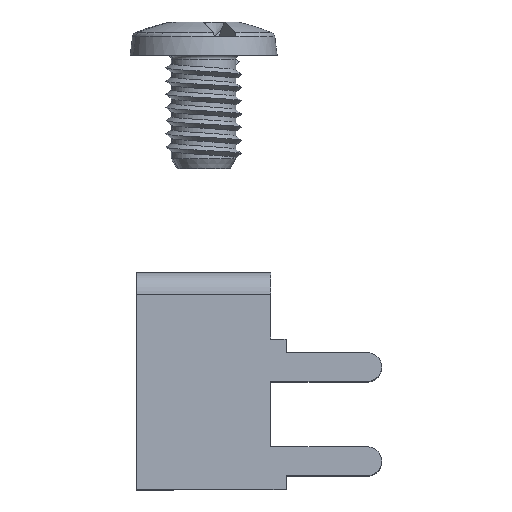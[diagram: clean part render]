
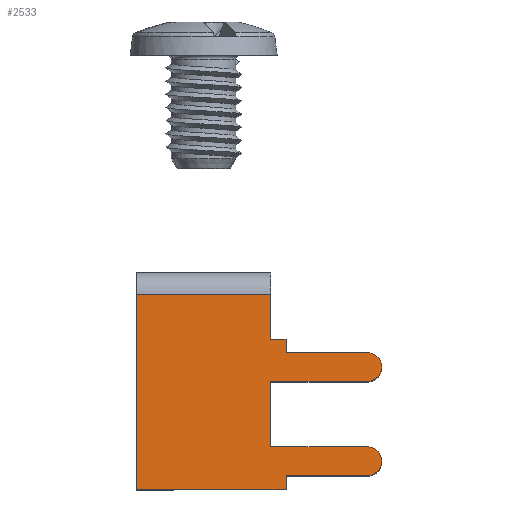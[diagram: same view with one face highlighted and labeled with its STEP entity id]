
A CAD part, left-side view. The second image highlights one B-rep face of the part: STEP entity #2533.
In plain terms, the highlighted planar face has unit normal (-0.999, 0, 0.052).
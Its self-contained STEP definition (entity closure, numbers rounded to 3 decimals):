
#580 = VERTEX_POINT ( 'NONE', #2986 ) ;
#581 = ORIENTED_EDGE ( 'NONE', *, *, #582, .F. ) ;
#582 = EDGE_CURVE ( 'NONE', #583, #580, #2985, .T. ) ;
#583 = VERTEX_POINT ( 'NONE', #2981 ) ;
#584 = ORIENTED_EDGE ( 'NONE', *, *, #585, .F. ) ;
#585 = EDGE_CURVE ( 'NONE', #586, #583, #2980, .T. ) ;
#586 = VERTEX_POINT ( 'NONE', #2975 ) ;
#587 = ORIENTED_EDGE ( 'NONE', *, *, #588, .F. ) ;
#588 = EDGE_CURVE ( 'NONE', #692, #586, #2974, .T. ) ;
#589 = ORIENTED_EDGE ( 'NONE', *, *, #590, .F. ) ;
#590 = EDGE_CURVE ( 'NONE', #743, #2550, #2970, .T. ) ;
#691 = VERTEX_POINT ( 'NONE', #3045 ) ;
#692 = VERTEX_POINT ( 'NONE', #3044 ) ;
#694 = EDGE_CURVE ( 'NONE', #691, #692, #3043, .T. ) ;
#700 = EDGE_CURVE ( 'NONE', #742, #743, #3034, .T. ) ;
#713 = VERTEX_POINT ( 'NONE', #3176 ) ;
#723 = VERTEX_POINT ( 'NONE', #3160 ) ;
#735 = EDGE_CURVE ( 'NONE', #713, #723, #3140, .T. ) ;
#742 = VERTEX_POINT ( 'NONE', #3127 ) ;
#743 = VERTEX_POINT ( 'NONE', #3126 ) ;
#2320 = ORIENTED_EDGE ( 'NONE', *, *, #2321, .F. ) ;
#2321 = EDGE_CURVE ( 'NONE', #580, #2529, #3458, .T. ) ;
#2394 = ORIENTED_EDGE ( 'NONE', *, *, #735, .T. ) ;
#2395 = ORIENTED_EDGE ( 'NONE', *, *, #2531, .T. ) ;
#2529 = VERTEX_POINT ( 'NONE', #4328 ) ;
#2531 = EDGE_CURVE ( 'NONE', #723, #2529, #4327, .T. ) ;
#2533 = ADVANCED_FACE ( 'NONE', ( #4323 ), #4322, .T. ) ;
#2534 = EDGE_LOOP ( 'NONE', ( #2535, #2536, #2394, #2395, #2320, #581, #584, #587, #2538, #2539, #2542, #2545, #2548, #589 ) ) ;
#2535 = ORIENTED_EDGE ( 'NONE', *, *, #700, .F. ) ;
#2536 = ORIENTED_EDGE ( 'NONE', *, *, #2537, .F. ) ;
#2537 = EDGE_CURVE ( 'NONE', #713, #742, #4320, .T. ) ;
#2538 = ORIENTED_EDGE ( 'NONE', *, *, #694, .F. ) ;
#2539 = ORIENTED_EDGE ( 'NONE', *, *, #2540, .F. ) ;
#2540 = EDGE_CURVE ( 'NONE', #2541, #691, #4313, .T. ) ;
#2541 = VERTEX_POINT ( 'NONE', #4309 ) ;
#2542 = ORIENTED_EDGE ( 'NONE', *, *, #2543, .F. ) ;
#2543 = EDGE_CURVE ( 'NONE', #2544, #2541, #4308, .T. ) ;
#2544 = VERTEX_POINT ( 'NONE', #4274 ) ;
#2545 = ORIENTED_EDGE ( 'NONE', *, *, #2546, .F. ) ;
#2546 = EDGE_CURVE ( 'NONE', #2547, #2544, #4273, .T. ) ;
#2547 = VERTEX_POINT ( 'NONE', #4269 ) ;
#2548 = ORIENTED_EDGE ( 'NONE', *, *, #2549, .F. ) ;
#2549 = EDGE_CURVE ( 'NONE', #2550, #2547, #4268, .T. ) ;
#2550 = VERTEX_POINT ( 'NONE', #4264 ) ;
#2967 = DIRECTION ( 'NONE',  ( 0., -1., 0. ) ) ;
#2968 = VECTOR ( 'NONE', #2967, 1000. ) ;
#2969 = CARTESIAN_POINT ( 'NONE',  ( -4.289, 0., -3.517 ) ) ;
#2970 = LINE ( 'NONE', #2969, #2968 ) ;
#2971 = DIRECTION ( 'NONE',  ( 0., -1., 0. ) ) ;
#2972 = VECTOR ( 'NONE', #2971, 1000. ) ;
#2973 = CARTESIAN_POINT ( 'NONE',  ( -4.589, -5.131, -9.236 ) ) ;
#2974 = LINE ( 'NONE', #2973, #2972 ) ;
#2975 = CARTESIAN_POINT ( 'NONE',  ( -4.589, -5.131, -9.236 ) ) ;
#2976 = DIRECTION ( 'NONE',  ( -0.052, 0., -0.999 ) ) ;
#2977 = DIRECTION ( 'NONE',  ( 0.999, 0., -0.052 ) ) ;
#2978 = CARTESIAN_POINT ( 'NONE',  ( -4.629, -5.131, -9.997 ) ) ;
#2979 = AXIS2_PLACEMENT_3D ( 'NONE', #2978, #2977, #2976 ) ;
#2980 = CIRCLE ( 'NONE', #2979, 0.762 ) ;
#2981 = CARTESIAN_POINT ( 'NONE',  ( -4.669, -5.131, -10.758 ) ) ;
#2982 = DIRECTION ( 'NONE',  ( 0., 1., 0. ) ) ;
#2983 = VECTOR ( 'NONE', #2982, 1000. ) ;
#2984 = CARTESIAN_POINT ( 'NONE',  ( -4.669, -0.813, -10.758 ) ) ;
#2985 = LINE ( 'NONE', #2984, #2983 ) ;
#2986 = CARTESIAN_POINT ( 'NONE',  ( -4.669, -0.813, -10.758 ) ) ;
#3034 = LINE ( 'NONE', #3082, #3081 ) ;
#3040 = DIRECTION ( 'NONE',  ( -0.052, 0., -0.999 ) ) ;
#3041 = VECTOR ( 'NONE', #3040, 1000. ) ;
#3042 = CARTESIAN_POINT ( 'NONE',  ( -4.166, 0., -1.155 ) ) ;
#3043 = LINE ( 'NONE', #3042, #3041 ) ;
#3044 = CARTESIAN_POINT ( 'NONE',  ( -4.589, 0., -9.236 ) ) ;
#3045 = CARTESIAN_POINT ( 'NONE',  ( -4.407, 0., -5.761 ) ) ;
#3080 = DIRECTION ( 'NONE',  ( -0.052, 0., -0.999 ) ) ;
#3081 = VECTOR ( 'NONE', #3080, 1000. ) ;
#3082 = CARTESIAN_POINT ( 'NONE',  ( -4.166, 0., -1.155 ) ) ;
#3126 = CARTESIAN_POINT ( 'NONE',  ( -4.289, 0., -3.517 ) ) ;
#3127 = CARTESIAN_POINT ( 'NONE',  ( -4.166, 0., -1.155 ) ) ;
#3137 = DIRECTION ( 'NONE',  ( -0.052, 0., -0.999 ) ) ;
#3138 = VECTOR ( 'NONE', #3137, 1000. ) ;
#3139 = CARTESIAN_POINT ( 'NONE',  ( -4.166, 7.112, -1.155 ) ) ;
#3140 = LINE ( 'NONE', #3139, #3138 ) ;
#3160 = CARTESIAN_POINT ( 'NONE',  ( -4.707, 7.112, -11.481 ) ) ;
#3176 = CARTESIAN_POINT ( 'NONE',  ( -4.166, 7.112, -1.155 ) ) ;
#3455 = DIRECTION ( 'NONE',  ( -0.052, 0., -0.999 ) ) ;
#3456 = VECTOR ( 'NONE', #3455, 1000. ) ;
#3457 = CARTESIAN_POINT ( 'NONE',  ( -4.707, -0.813, -11.481 ) ) ;
#3458 = LINE ( 'NONE', #3457, #3456 ) ;
#4264 = CARTESIAN_POINT ( 'NONE',  ( -4.289, -0.813, -3.517 ) ) ;
#4265 = DIRECTION ( 'NONE',  ( -0.052, 0., -0.999 ) ) ;
#4266 = VECTOR ( 'NONE', #4265, 1000. ) ;
#4267 = CARTESIAN_POINT ( 'NONE',  ( -4.289, -0.813, -3.517 ) ) ;
#4268 = LINE ( 'NONE', #4267, #4266 ) ;
#4269 = CARTESIAN_POINT ( 'NONE',  ( -4.327, -0.813, -4.239 ) ) ;
#4270 = DIRECTION ( 'NONE',  ( 0., -1., 0. ) ) ;
#4271 = VECTOR ( 'NONE', #4270, 1000. ) ;
#4272 = CARTESIAN_POINT ( 'NONE',  ( -4.327, -0.813, -4.239 ) ) ;
#4273 = LINE ( 'NONE', #4272, #4271 ) ;
#4274 = CARTESIAN_POINT ( 'NONE',  ( -4.327, -5.131, -4.239 ) ) ;
#4275 = DIRECTION ( 'NONE',  ( 0.052, 0., 0.999 ) ) ;
#4276 = DIRECTION ( 'NONE',  ( 0.999, 0., -0.052 ) ) ;
#4277 = CARTESIAN_POINT ( 'NONE',  ( -4.367, -5.131, -5. ) ) ;
#4307 = AXIS2_PLACEMENT_3D ( 'NONE', #4277, #4276, #4275 ) ;
#4308 = CIRCLE ( 'NONE', #4307, 0.762 ) ;
#4309 = CARTESIAN_POINT ( 'NONE',  ( -4.407, -5.131, -5.761 ) ) ;
#4310 = DIRECTION ( 'NONE',  ( 0., 1., 0. ) ) ;
#4311 = VECTOR ( 'NONE', #4310, 1000. ) ;
#4312 = CARTESIAN_POINT ( 'NONE',  ( -4.407, -5.131, -5.761 ) ) ;
#4313 = LINE ( 'NONE', #4312, #4311 ) ;
#4314 = DIRECTION ( 'NONE',  ( 0., -1., 0. ) ) ;
#4315 = VECTOR ( 'NONE', #4314, 1000. ) ;
#4316 = CARTESIAN_POINT ( 'NONE',  ( -4.166, 7.112, -1.155 ) ) ;
#4317 = DIRECTION ( 'NONE',  ( 0.052, 0., 0.999 ) ) ;
#4318 = DIRECTION ( 'NONE',  ( -0.999, 0., 0.052 ) ) ;
#4319 = CARTESIAN_POINT ( 'NONE',  ( -4.166, 7.112, -1.155 ) ) ;
#4320 = LINE ( 'NONE', #4316, #4315 ) ;
#4321 = AXIS2_PLACEMENT_3D ( 'NONE', #4319, #4318, #4317 ) ;
#4322 = PLANE ( 'NONE',  #4321 ) ;
#4323 = FACE_OUTER_BOUND ( 'NONE', #2534, .T. ) ;
#4324 = DIRECTION ( 'NONE',  ( 0., -1., 0. ) ) ;
#4325 = VECTOR ( 'NONE', #4324, 1000. ) ;
#4326 = CARTESIAN_POINT ( 'NONE',  ( -4.707, 7.112, -11.481 ) ) ;
#4327 = LINE ( 'NONE', #4326, #4325 ) ;
#4328 = CARTESIAN_POINT ( 'NONE',  ( -4.707, -0.813, -11.481 ) ) ;
